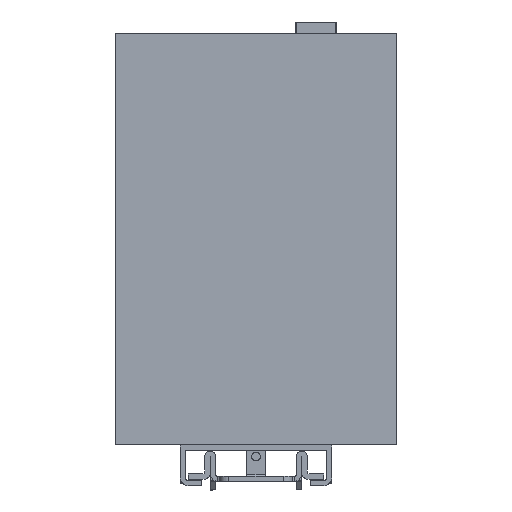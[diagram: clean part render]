
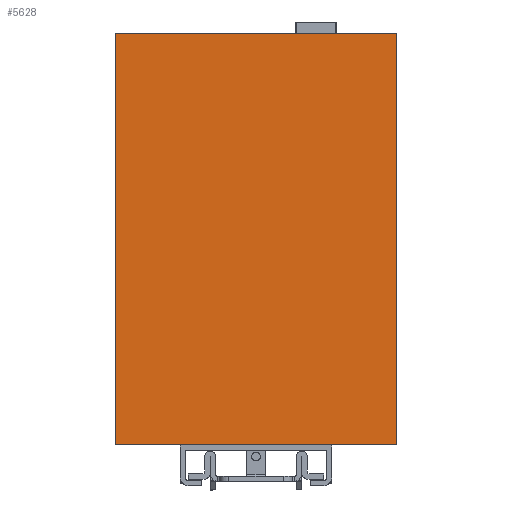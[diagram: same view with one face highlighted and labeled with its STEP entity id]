
A CAD part, front view. The second image highlights one B-rep face of the part: STEP entity #5628.
In plain terms, the highlighted planar face has unit normal (0, -1, 0).
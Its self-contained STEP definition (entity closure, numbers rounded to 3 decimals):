
#5608=AXIS2_PLACEMENT_3D('Plane Axis2P3D',#5605,#5606,#5607) ;
#2241=CARTESIAN_POINT('Vertex',(0.,4.,105.4)) ;
#2246=CARTESIAN_POINT('Line Origine',(32.5,4.,105.4)) ;
#2250=CARTESIAN_POINT('Vertex',(65.,4.,105.4)) ;
#5589=CARTESIAN_POINT('Vertex',(0.,4.,10.4)) ;
#5592=CARTESIAN_POINT('Line Origine',(0.,4.,57.9)) ;
#5605=CARTESIAN_POINT('Axis2P3D Location',(65.,4.,10.4)) ;
#5610=CARTESIAN_POINT('Line Origine',(32.5,4.,10.4)) ;
#5614=CARTESIAN_POINT('Vertex',(65.,4.,10.4)) ;
#5617=CARTESIAN_POINT('Line Origine',(65.,4.,57.9)) ;
#2247=DIRECTION('Vector Direction',(-1.,0.,0.)) ;
#5593=DIRECTION('Vector Direction',(0.,0.,1.)) ;
#5606=DIRECTION('Axis2P3D Direction',(0.,1.,0.)) ;
#5607=DIRECTION('Axis2P3D XDirection',(-1.,0.,0.)) ;
#5611=DIRECTION('Vector Direction',(-1.,0.,0.)) ;
#5618=DIRECTION('Vector Direction',(0.,0.,1.)) ;
#2248=VECTOR('Line Direction',#2247,1.) ;
#5594=VECTOR('Line Direction',#5593,1.) ;
#5612=VECTOR('Line Direction',#5611,1.) ;
#5619=VECTOR('Line Direction',#5618,1.) ;
#5623=ORIENTED_EDGE('',*,*,#2252,.T.) ;
#5624=ORIENTED_EDGE('',*,*,#5596,.F.) ;
#5625=ORIENTED_EDGE('',*,*,#5616,.F.) ;
#5626=ORIENTED_EDGE('',*,*,#5621,.T.) ;
#5628=ADVANCED_FACE('SWITCH',(#5627),#5609,.F.) ;
#2252=EDGE_CURVE('',#2251,#2242,#2249,.T.) ;
#5596=EDGE_CURVE('',#5590,#2242,#5595,.T.) ;
#5616=EDGE_CURVE('',#5615,#5590,#5613,.T.) ;
#5621=EDGE_CURVE('',#5615,#2251,#5620,.T.) ;
#5622=EDGE_LOOP('',(#5623,#5624,#5625,#5626)) ;
#5627=FACE_OUTER_BOUND('',#5622,.T.) ;
#2249=LINE('Line',#2246,#2248) ;
#5595=LINE('Line',#5592,#5594) ;
#5613=LINE('Line',#5610,#5612) ;
#5620=LINE('Line',#5617,#5619) ;
#5609=PLANE('',#5608) ;
#2242=VERTEX_POINT('',#2241) ;
#2251=VERTEX_POINT('',#2250) ;
#5590=VERTEX_POINT('',#5589) ;
#5615=VERTEX_POINT('',#5614) ;
